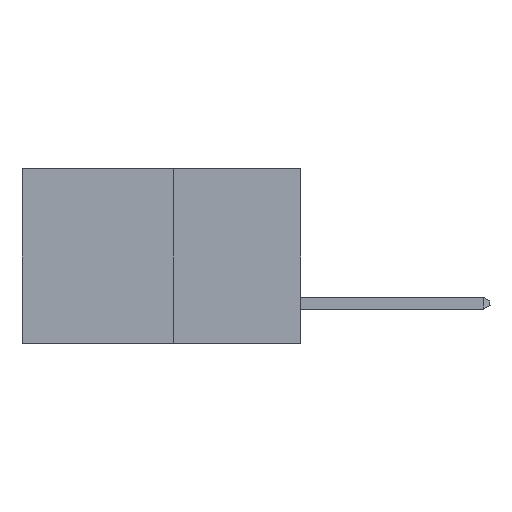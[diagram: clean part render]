
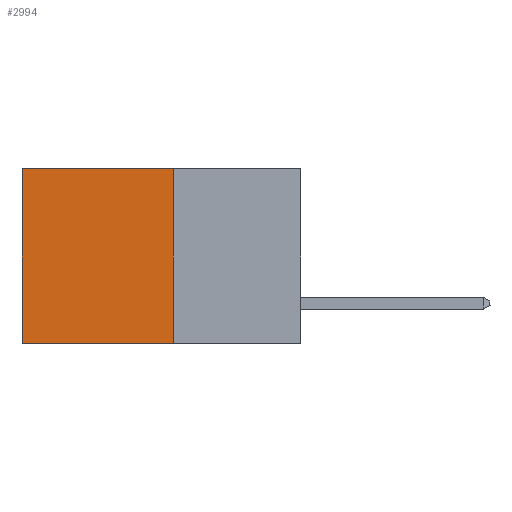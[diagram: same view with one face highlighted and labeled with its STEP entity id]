
A CAD part, left-side view. The second image highlights one B-rep face of the part: STEP entity #2994.
In plain terms, the highlighted planar face has unit normal (-1, 0, 0).
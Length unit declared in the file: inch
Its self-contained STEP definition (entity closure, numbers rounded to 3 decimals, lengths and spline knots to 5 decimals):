
#105 = VECTOR ( 'NONE', #4101, 39.37008 ) ;
#395 = VERTEX_POINT ( 'NONE', #11212 ) ;
#910 = ORIENTED_EDGE ( 'NONE', *, *, #8316, .F. ) ;
#2542 = CARTESIAN_POINT ( 'NONE',  ( 0.277, 0.27, -0.37 ) ) ;
#2994 = ADVANCED_FACE ( 'NONE', ( #12272 ), #8975, .F. ) ;
#3798 = LINE ( 'NONE', #10448, #105 ) ;
#3920 = DIRECTION ( 'NONE',  ( 0., 0., -1. ) ) ;
#4101 = DIRECTION ( 'NONE',  ( 0., 1., 0. ) ) ;
#4263 = VECTOR ( 'NONE', #8071, 39.37008 ) ;
#4510 = VERTEX_POINT ( 'NONE', #12071 ) ;
#5055 = AXIS2_PLACEMENT_3D ( 'NONE', #2542, #6544, #15312 ) ;
#5125 = VERTEX_POINT ( 'NONE', #14429 ) ;
#5544 = VECTOR ( 'NONE', #3920, 39.37008 ) ;
#5940 = LINE ( 'NONE', #11543, #5544 ) ;
#6544 = DIRECTION ( 'NONE',  ( 1., 0., 0. ) ) ;
#7613 = ORIENTED_EDGE ( 'NONE', *, *, #16387, .T. ) ;
#7805 = CARTESIAN_POINT ( 'NONE',  ( 0.277, 0.59, -0.37 ) ) ;
#7857 = CARTESIAN_POINT ( 'NONE',  ( 0.277, 0.27, 0. ) ) ;
#7858 = EDGE_LOOP ( 'NONE', ( #12255, #13816, #910, #7613 ) ) ;
#8071 = DIRECTION ( 'NONE',  ( 0., 0., -1. ) ) ;
#8316 = EDGE_CURVE ( 'NONE', #395, #5125, #5940, .T. ) ;
#8975 = PLANE ( 'NONE',  #5055 ) ;
#9141 = DIRECTION ( 'NONE',  ( 0., 1., 0. ) ) ;
#10448 = CARTESIAN_POINT ( 'NONE',  ( 0.277, 0.27, -0.37 ) ) ;
#11015 = LINE ( 'NONE', #13156, #4263 ) ;
#11212 = CARTESIAN_POINT ( 'NONE',  ( 0.277, 0.27, 0. ) ) ;
#11543 = CARTESIAN_POINT ( 'NONE',  ( 0.277, 0.27, -0.37 ) ) ;
#12071 = CARTESIAN_POINT ( 'NONE',  ( 0.277, 0.59, 0. ) ) ;
#12094 = VERTEX_POINT ( 'NONE', #7805 ) ;
#12227 = EDGE_CURVE ( 'NONE', #4510, #12094, #11015, .T. ) ;
#12255 = ORIENTED_EDGE ( 'NONE', *, *, #12227, .T. ) ;
#12272 = FACE_OUTER_BOUND ( 'NONE', #7858, .T. ) ;
#13156 = CARTESIAN_POINT ( 'NONE',  ( 0.277, 0.59, -0.37 ) ) ;
#13816 = ORIENTED_EDGE ( 'NONE', *, *, #16412, .F. ) ;
#13933 = VECTOR ( 'NONE', #9141, 39.37008 ) ;
#14310 = LINE ( 'NONE', #7857, #13933 ) ;
#14429 = CARTESIAN_POINT ( 'NONE',  ( 0.277, 0.27, -0.37 ) ) ;
#15312 = DIRECTION ( 'NONE',  ( 0., 0., -1. ) ) ;
#16387 = EDGE_CURVE ( 'NONE', #395, #4510, #14310, .T. ) ;
#16412 = EDGE_CURVE ( 'NONE', #5125, #12094, #3798, .T. ) ;
